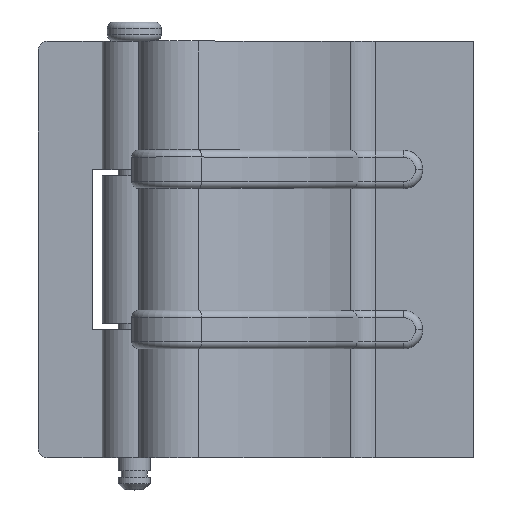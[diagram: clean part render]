
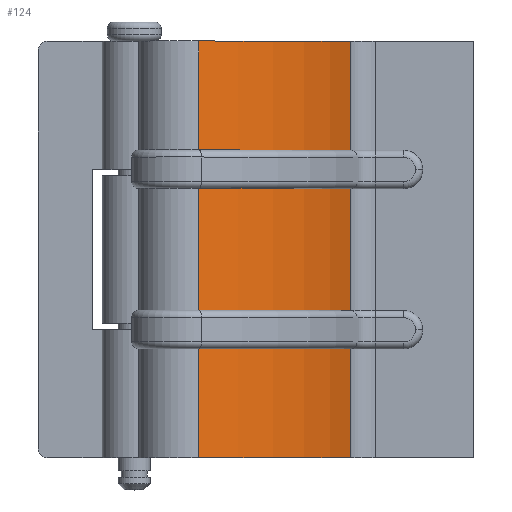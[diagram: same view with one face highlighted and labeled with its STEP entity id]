
A CAD part, top view. The second image highlights one B-rep face of the part: STEP entity #124.
In plain terms, the highlighted cylindrical face has radius 48.3 mm (diameter 96.6 mm), a partial arc.
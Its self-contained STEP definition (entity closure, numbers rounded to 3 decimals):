
#122 = EDGE_CURVE ( 'NONE', #839, #850, #1284, .T. ) ;
#124 = ADVANCED_FACE ( 'NONE', ( #1353 ), #1354, .T. ) ;
#126 = EDGE_LOOP ( 'NONE', ( #150, #153, #148, #143 ) ) ;
#143 = ORIENTED_EDGE ( 'NONE', *, *, #122, .T. ) ;
#144 = EDGE_CURVE ( 'NONE', #752, #760, #1315, .T. ) ;
#148 = ORIENTED_EDGE ( 'NONE', *, *, #841, .F. ) ;
#150 = ORIENTED_EDGE ( 'NONE', *, *, #849, .T. ) ;
#153 = ORIENTED_EDGE ( 'NONE', *, *, #144, .F. ) ;
#752 = VERTEX_POINT ( 'NONE', #1790 ) ;
#760 = VERTEX_POINT ( 'NONE', #1816 ) ;
#839 = VERTEX_POINT ( 'NONE', #1879 ) ;
#841 = EDGE_CURVE ( 'NONE', #839, #752, #1971, .T. ) ;
#849 = EDGE_CURVE ( 'NONE', #850, #760, #1885, .T. ) ;
#850 = VERTEX_POINT ( 'NONE', #2013 ) ;
#1284 = LINE ( 'NONE', #1357, #1356 ) ;
#1296 = DIRECTION ( 'NONE',  ( 0., 0., 1. ) ) ;
#1297 = DIRECTION ( 'NONE',  ( -1., 0., 0. ) ) ;
#1298 = CARTESIAN_POINT ( 'NONE',  ( 32.5, -18.107, 11.093 ) ) ;
#1299 = AXIS2_PLACEMENT_3D ( 'NONE', #1298, #1297, #1296 ) ;
#1315 = LINE ( 'NONE', #1366, #1362 ) ;
#1353 = FACE_OUTER_BOUND ( 'NONE', #126, .T. ) ;
#1354 = CYLINDRICAL_SURFACE ( 'NONE', #1299, 48.3 ) ;
#1355 = DIRECTION ( 'NONE',  ( -1., 0., 0. ) ) ;
#1356 = VECTOR ( 'NONE', #1355, 1000. ) ;
#1357 = CARTESIAN_POINT ( 'NONE',  ( 32.5, -0.069, -33.712 ) ) ;
#1361 = DIRECTION ( 'NONE',  ( -1., 0., 0. ) ) ;
#1362 = VECTOR ( 'NONE', #1361, 1000. ) ;
#1366 = CARTESIAN_POINT ( 'NONE',  ( 32.5, 25.322, -10.045 ) ) ;
#1790 = CARTESIAN_POINT ( 'NONE',  ( 32.5, 25.322, -10.045 ) ) ;
#1816 = CARTESIAN_POINT ( 'NONE',  ( -32.5, 25.322, -10.045 ) ) ;
#1879 = CARTESIAN_POINT ( 'NONE',  ( 32.5, -0.069, -33.712 ) ) ;
#1885 = CIRCLE ( 'NONE', #2016, 48.3 ) ;
#1890 = CARTESIAN_POINT ( 'NONE',  ( -32.5, -18.107, 11.093 ) ) ;
#1971 = CIRCLE ( 'NONE', #1984, 48.3 ) ;
#1981 = DIRECTION ( 'NONE',  ( 0., 0., -1. ) ) ;
#1982 = DIRECTION ( 'NONE',  ( 1., 0., 0. ) ) ;
#1983 = CARTESIAN_POINT ( 'NONE',  ( 32.5, -18.107, 11.093 ) ) ;
#1984 = AXIS2_PLACEMENT_3D ( 'NONE', #1983, #1982, #1981 ) ;
#2013 = CARTESIAN_POINT ( 'NONE',  ( -32.5, -0.069, -33.712 ) ) ;
#2014 = DIRECTION ( 'NONE',  ( 0., 0., -1. ) ) ;
#2015 = DIRECTION ( 'NONE',  ( 1., 0., 0. ) ) ;
#2016 = AXIS2_PLACEMENT_3D ( 'NONE', #1890, #2015, #2014 ) ;
